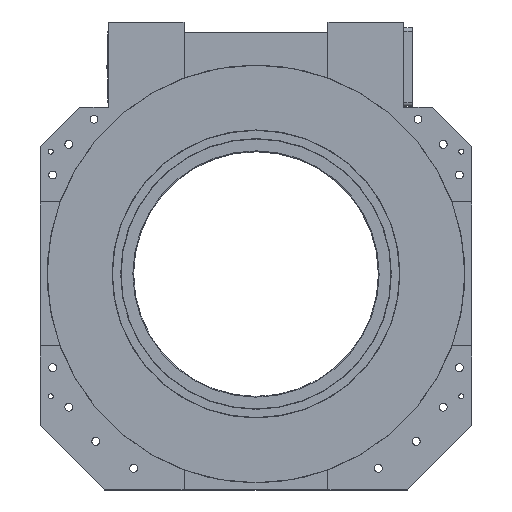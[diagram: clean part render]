
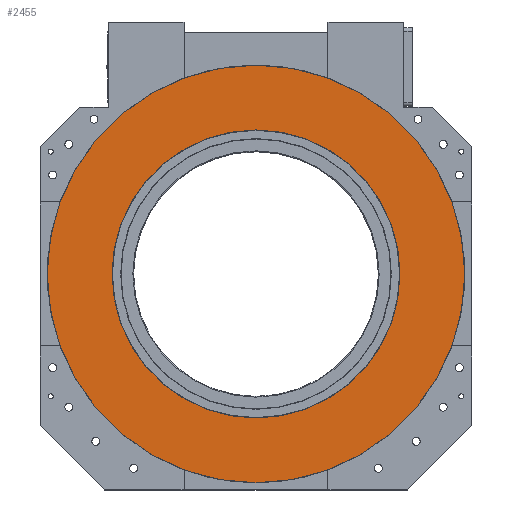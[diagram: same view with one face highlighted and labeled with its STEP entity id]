
A CAD part, top view. The second image highlights one B-rep face of the part: STEP entity #2455.
In plain terms, the highlighted face is planar.
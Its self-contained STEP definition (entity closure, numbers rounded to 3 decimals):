
#279 = AXIS2_PLACEMENT_3D ( 'NONE', #11223, #18102, #7722 ) ;
#727 = CARTESIAN_POINT ( 'NONE',  ( 46.969, 0., -400. ) ) ;
#1377 = FACE_BOUND ( 'NONE', #5651, .T. ) ;
#1577 = ORIENTED_EDGE ( 'NONE', *, *, #20610, .F. ) ;
#1927 = CARTESIAN_POINT ( 'NONE',  ( 46.969, 0., 0. ) ) ;
#2012 = ORIENTED_EDGE ( 'NONE', *, *, #6665, .T. ) ;
#2455 = ADVANCED_FACE ( 'NONE', ( #1377, #2782 ), #13510, .F. ) ;
#2466 = DIRECTION ( 'NONE',  ( 0., 0., 1. ) ) ;
#2760 = CARTESIAN_POINT ( 'NONE',  ( 46.969, 0., 0. ) ) ;
#2782 = FACE_OUTER_BOUND ( 'NONE', #17819, .T. ) ;
#2916 = VERTEX_POINT ( 'NONE', #6823 ) ;
#3514 = VERTEX_POINT ( 'NONE', #727 ) ;
#4636 = DIRECTION ( 'NONE',  ( 0., 0., 1. ) ) ;
#5062 = CIRCLE ( 'NONE', #10638, 400. ) ;
#5179 = VERTEX_POINT ( 'NONE', #18199 ) ;
#5573 = DIRECTION ( 'NONE',  ( -1., 0., 0. ) ) ;
#5651 = EDGE_LOOP ( 'NONE', ( #22895, #2012 ) ) ;
#6160 = DIRECTION ( 'NONE',  ( -1., 0., 0. ) ) ;
#6665 = EDGE_CURVE ( 'NONE', #3514, #5179, #5062, .T. ) ;
#6823 = CARTESIAN_POINT ( 'NONE',  ( 46.969, 0., 580. ) ) ;
#7722 = DIRECTION ( 'NONE',  ( 0., 0., 1. ) ) ;
#7724 = DIRECTION ( 'NONE',  ( -1., 0., 0. ) ) ;
#9043 = DIRECTION ( 'NONE',  ( 0., 0., 1. ) ) ;
#9467 = CARTESIAN_POINT ( 'NONE',  ( 46.969, 0., 0. ) ) ;
#10482 = ORIENTED_EDGE ( 'NONE', *, *, #11424, .F. ) ;
#10575 = AXIS2_PLACEMENT_3D ( 'NONE', #1927, #5573, #9043 ) ;
#10638 = AXIS2_PLACEMENT_3D ( 'NONE', #2760, #6160, #4636 ) ;
#10760 = VERTEX_POINT ( 'NONE', #11795 ) ;
#11223 = CARTESIAN_POINT ( 'NONE',  ( 46.969, 0., 0. ) ) ;
#11424 = EDGE_CURVE ( 'NONE', #2916, #10760, #20622, .T. ) ;
#11795 = CARTESIAN_POINT ( 'NONE',  ( 46.969, 0., -580. ) ) ;
#13510 = PLANE ( 'NONE',  #15392 ) ;
#13742 = CARTESIAN_POINT ( 'NONE',  ( 46.969, 580., 0. ) ) ;
#14278 = EDGE_CURVE ( 'NONE', #5179, #3514, #16666, .T. ) ;
#15380 = DIRECTION ( 'NONE',  ( 0., 0., 1. ) ) ;
#15392 = AXIS2_PLACEMENT_3D ( 'NONE', #13742, #22802, #15380 ) ;
#16500 = CIRCLE ( 'NONE', #19115, 580. ) ;
#16666 = CIRCLE ( 'NONE', #279, 400. ) ;
#17819 = EDGE_LOOP ( 'NONE', ( #10482, #1577 ) ) ;
#18102 = DIRECTION ( 'NONE',  ( -1., 0., 0. ) ) ;
#18199 = CARTESIAN_POINT ( 'NONE',  ( 46.969, 0., 400. ) ) ;
#19115 = AXIS2_PLACEMENT_3D ( 'NONE', #9467, #7724, #2466 ) ;
#20610 = EDGE_CURVE ( 'NONE', #10760, #2916, #16500, .T. ) ;
#20622 = CIRCLE ( 'NONE', #10575, 580. ) ;
#22802 = DIRECTION ( 'NONE',  ( -1., 0., 0. ) ) ;
#22895 = ORIENTED_EDGE ( 'NONE', *, *, #14278, .T. ) ;
